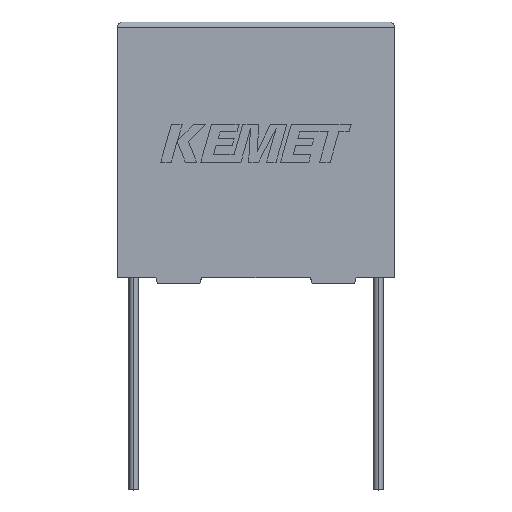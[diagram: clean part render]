
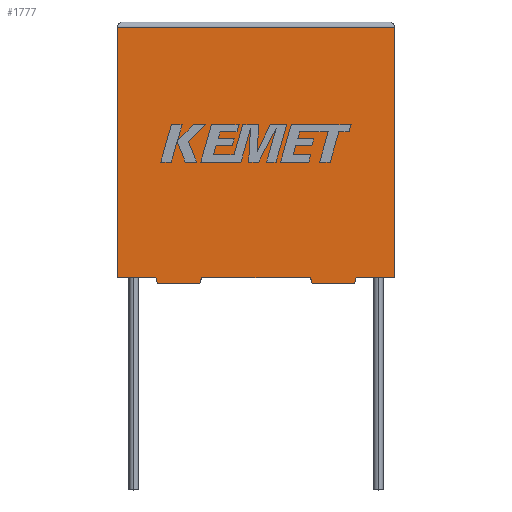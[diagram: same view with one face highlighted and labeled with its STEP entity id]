
A CAD part, top view. The second image highlights one B-rep face of the part: STEP entity #1777.
In plain terms, the highlighted planar face has unit normal (0, 0, 1).
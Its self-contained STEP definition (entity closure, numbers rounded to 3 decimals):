
#14 = ORIENTED_EDGE ( 'NONE', *, *, #795, .T. ) ;
#20 = CARTESIAN_POINT ( 'NONE',  ( 7.742, 0., 15. ) ) ;
#99 = CARTESIAN_POINT ( 'NONE',  ( 25.5, 0., 15. ) ) ;
#127 = VERTEX_POINT ( 'NONE', #2117 ) ;
#132 = VECTOR ( 'NONE', #744, 1000. ) ;
#173 = CARTESIAN_POINT ( 'NONE',  ( 21.96, 0., 15. ) ) ;
#186 = VECTOR ( 'NONE', #1841, 1000. ) ;
#189 = EDGE_CURVE ( 'NONE', #1675, #2083, #1549, .T. ) ;
#191 = VECTOR ( 'NONE', #465, 1000. ) ;
#234 = VECTOR ( 'NONE', #1951, 1000. ) ;
#261 = EDGE_CURVE ( 'NONE', #1407, #1675, #3252, .T. ) ;
#266 = CARTESIAN_POINT ( 'NONE',  ( 17.909, -0.5, 15. ) ) ;
#308 = VECTOR ( 'NONE', #2720, 1000. ) ;
#388 = CARTESIAN_POINT ( 'NONE',  ( 0., 0., 15. ) ) ;
#465 = DIRECTION ( 'NONE',  ( -1., 0., 0. ) ) ;
#577 = LINE ( 'NONE', #2895, #2064 ) ;
#590 = CARTESIAN_POINT ( 'NONE',  ( 21.96, 0., 15. ) ) ;
#622 = CARTESIAN_POINT ( 'NONE',  ( 3.54, 0., 15. ) ) ;
#638 = CARTESIAN_POINT ( 'NONE',  ( 0., 0., 15. ) ) ;
#714 = ORIENTED_EDGE ( 'NONE', *, *, #1472, .T. ) ;
#744 = DIRECTION ( 'NONE',  ( 1., 0., 0. ) ) ;
#795 = EDGE_CURVE ( 'NONE', #1437, #1770, #3128, .T. ) ;
#824 = CARTESIAN_POINT ( 'NONE',  ( 17.909, -0.5, 15. ) ) ;
#855 = VERTEX_POINT ( 'NONE', #1613 ) ;
#921 = CARTESIAN_POINT ( 'NONE',  ( 3.69, -0.5, 15. ) ) ;
#1019 = LINE ( 'NONE', #921, #132 ) ;
#1022 = EDGE_CURVE ( 'NONE', #3072, #2083, #2559, .T. ) ;
#1071 = VERTEX_POINT ( 'NONE', #590 ) ;
#1083 = DIRECTION ( 'NONE',  ( -1., 0., 0. ) ) ;
#1206 = EDGE_CURVE ( 'NONE', #1071, #2216, #1298, .T. ) ;
#1230 = EDGE_CURVE ( 'NONE', #1071, #2265, #2371, .T. ) ;
#1266 = VECTOR ( 'NONE', #1431, 1000. ) ;
#1298 = LINE ( 'NONE', #2587, #1948 ) ;
#1319 = DIRECTION ( 'NONE',  ( -0.287, 0.958, 0. ) ) ;
#1346 = EDGE_CURVE ( 'NONE', #2216, #855, #3163, .T. ) ;
#1368 = DIRECTION ( 'NONE',  ( 1., 0., 0. ) ) ;
#1381 = CARTESIAN_POINT ( 'NONE',  ( 7.591, -0.5, 15. ) ) ;
#1397 = DIRECTION ( 'NONE',  ( 0.287, -0.958, 0. ) ) ;
#1407 = VERTEX_POINT ( 'NONE', #2108 ) ;
#1431 = DIRECTION ( 'NONE',  ( 1., 0., 0. ) ) ;
#1433 = EDGE_CURVE ( 'NONE', #2265, #3072, #1445, .T. ) ;
#1437 = VERTEX_POINT ( 'NONE', #2438 ) ;
#1442 = EDGE_LOOP ( 'NONE', ( #2320, #714, #14, #2058, #2464, #2997, #1988, #2560, #2323, #2185, #2330, #3228 ) ) ;
#1445 = LINE ( 'NONE', #2477, #191 ) ;
#1472 = EDGE_CURVE ( 'NONE', #855, #1437, #2322, .T. ) ;
#1548 = VECTOR ( 'NONE', #2366, 1000. ) ;
#1549 = LINE ( 'NONE', #638, #1875 ) ;
#1613 = CARTESIAN_POINT ( 'NONE',  ( 25.5, 23., 15. ) ) ;
#1651 = AXIS2_PLACEMENT_3D ( 'NONE', #2816, #2574, #1083 ) ;
#1664 = FACE_OUTER_BOUND ( 'NONE', #1442, .T. ) ;
#1675 = VERTEX_POINT ( 'NONE', #20 ) ;
#1692 = DIRECTION ( 'NONE',  ( 1., 0., 0. ) ) ;
#1728 = CARTESIAN_POINT ( 'NONE',  ( 0., 0., 15. ) ) ;
#1770 = VERTEX_POINT ( 'NONE', #3036 ) ;
#1777 = ADVANCED_FACE ( 'NONE', ( #1664 ), #2539, .F. ) ;
#1827 = EDGE_CURVE ( 'NONE', #127, #1407, #1019, .T. ) ;
#1841 = DIRECTION ( 'NONE',  ( -1., 0., 0. ) ) ;
#1875 = VECTOR ( 'NONE', #1368, 1000. ) ;
#1944 = VERTEX_POINT ( 'NONE', #622 ) ;
#1948 = VECTOR ( 'NONE', #1692, 1000. ) ;
#1951 = DIRECTION ( 'NONE',  ( 0., -1., 0. ) ) ;
#1988 = ORIENTED_EDGE ( 'NONE', *, *, #261, .T. ) ;
#2018 = CARTESIAN_POINT ( 'NONE',  ( 25.5, 0., 15. ) ) ;
#2058 = ORIENTED_EDGE ( 'NONE', *, *, #2697, .T. ) ;
#2064 = VECTOR ( 'NONE', #1397, 1000. ) ;
#2083 = VERTEX_POINT ( 'NONE', #2751 ) ;
#2108 = CARTESIAN_POINT ( 'NONE',  ( 7.591, -0.5, 15. ) ) ;
#2117 = CARTESIAN_POINT ( 'NONE',  ( 3.69, -0.5, 15. ) ) ;
#2118 = CARTESIAN_POINT ( 'NONE',  ( 21.81, -0.5, 15. ) ) ;
#2185 = ORIENTED_EDGE ( 'NONE', *, *, #1433, .F. ) ;
#2216 = VERTEX_POINT ( 'NONE', #2018 ) ;
#2265 = VERTEX_POINT ( 'NONE', #2118 ) ;
#2320 = ORIENTED_EDGE ( 'NONE', *, *, #1346, .T. ) ;
#2322 = LINE ( 'NONE', #3210, #186 ) ;
#2323 = ORIENTED_EDGE ( 'NONE', *, *, #1022, .F. ) ;
#2330 = ORIENTED_EDGE ( 'NONE', *, *, #1230, .F. ) ;
#2366 = DIRECTION ( 'NONE',  ( 0.287, 0.958, 0. ) ) ;
#2371 = LINE ( 'NONE', #173, #2645 ) ;
#2421 = DIRECTION ( 'NONE',  ( -0.287, -0.958, 0. ) ) ;
#2438 = CARTESIAN_POINT ( 'NONE',  ( 0., 23., 15. ) ) ;
#2464 = ORIENTED_EDGE ( 'NONE', *, *, #2893, .T. ) ;
#2477 = CARTESIAN_POINT ( 'NONE',  ( 21.81, -0.5, 15. ) ) ;
#2539 = PLANE ( 'NONE',  #1651 ) ;
#2559 = LINE ( 'NONE', #824, #2902 ) ;
#2560 = ORIENTED_EDGE ( 'NONE', *, *, #189, .T. ) ;
#2574 = DIRECTION ( 'NONE',  ( 0., 0., -1. ) ) ;
#2587 = CARTESIAN_POINT ( 'NONE',  ( 0., 0., 15. ) ) ;
#2645 = VECTOR ( 'NONE', #2421, 1000. ) ;
#2697 = EDGE_CURVE ( 'NONE', #1770, #1944, #3168, .T. ) ;
#2720 = DIRECTION ( 'NONE',  ( 0., 1., 0. ) ) ;
#2751 = CARTESIAN_POINT ( 'NONE',  ( 17.758, 0., 15. ) ) ;
#2816 = CARTESIAN_POINT ( 'NONE',  ( 0., 0., 15. ) ) ;
#2893 = EDGE_CURVE ( 'NONE', #1944, #127, #577, .T. ) ;
#2895 = CARTESIAN_POINT ( 'NONE',  ( 3.54, 0., 15. ) ) ;
#2902 = VECTOR ( 'NONE', #1319, 1000. ) ;
#2997 = ORIENTED_EDGE ( 'NONE', *, *, #1827, .T. ) ;
#3036 = CARTESIAN_POINT ( 'NONE',  ( 0., 0., 15. ) ) ;
#3072 = VERTEX_POINT ( 'NONE', #266 ) ;
#3128 = LINE ( 'NONE', #1728, #234 ) ;
#3163 = LINE ( 'NONE', #99, #308 ) ;
#3168 = LINE ( 'NONE', #388, #1266 ) ;
#3210 = CARTESIAN_POINT ( 'NONE',  ( 0., 23., 15. ) ) ;
#3228 = ORIENTED_EDGE ( 'NONE', *, *, #1206, .T. ) ;
#3252 = LINE ( 'NONE', #1381, #1548 ) ;
